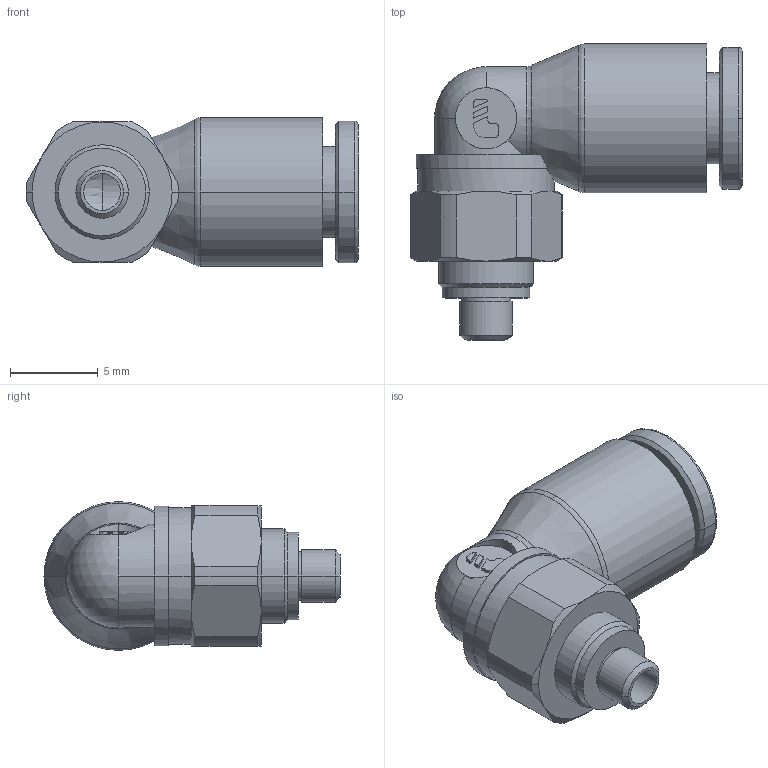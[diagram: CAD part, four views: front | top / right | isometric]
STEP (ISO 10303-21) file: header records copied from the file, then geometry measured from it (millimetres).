
FILE_DESCRIPTION(('STEP AP214'),'1');
FILE_NAME('3199_04_09.stp','2016-07-07T14:53:58',('TraceParts'),('TraceParts S.A.'),'Spatial InterOp 3D',' ',' ');
FILE_SCHEMA(('automotive_design'));
Length unit declared in the file: millimetre
Products named in the file (1): 1
Bounding box: 18.97 x 16.91 x 8.5 mm (x, y, z)
Volume: 832.6 mm3; surface area: 1070.7 mm2
Topology: 1 solids, 1 shells, 112 faces, 279 edges, 174 vertices
Faces by surface type: cylinder 44, plane 34, cone 24, torus 7, sphere 3
Entity records: 3613 total; most frequent: CARTESIAN_POINT 939, DIRECTION 594, ORIENTED_EDGE 548, EDGE_CURVE 274, AXIS2_PLACEMENT_3D 247, VERTEX_POINT 174, CIRCLE 132, EDGE_LOOP 124
